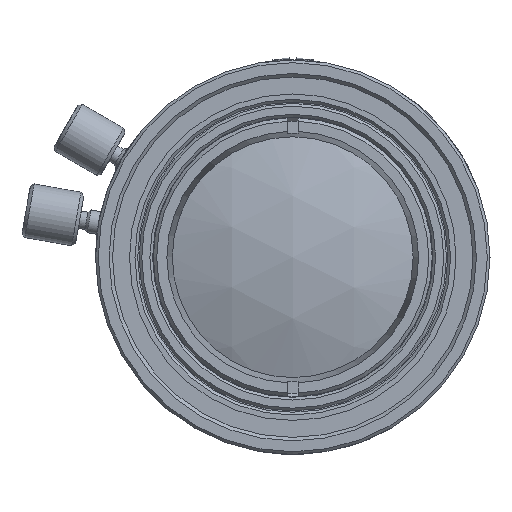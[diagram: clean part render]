
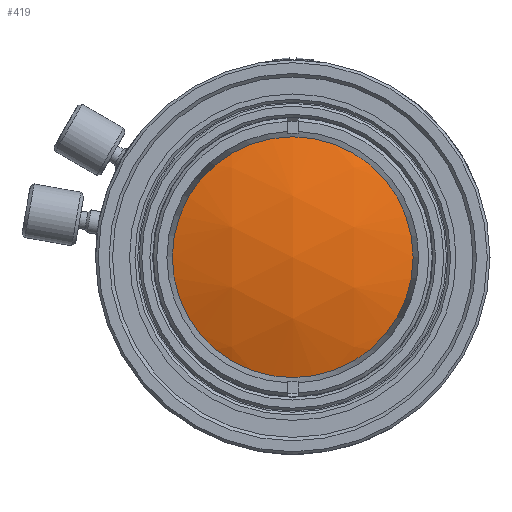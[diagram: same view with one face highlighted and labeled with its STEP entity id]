
A CAD part, left-side view. The second image highlights one B-rep face of the part: STEP entity #419.
In plain terms, the highlighted spherical face has radius 24.52 mm.
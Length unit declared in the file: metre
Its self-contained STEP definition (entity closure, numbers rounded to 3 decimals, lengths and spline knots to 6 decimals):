
#419=ADVANCED_FACE('11:61793',(#1108),#1109,.T.);
#1108=FACE_OUTER_BOUND('',#2223,.T.);
#1109=SPHERICAL_SURFACE('',#2224,0.02452);
#2223=EDGE_LOOP('',(#3458));
#2224=AXIS2_PLACEMENT_3D('',#3459,#3460,#3461);
#3458=ORIENTED_EDGE('',*,*,#5363,.F.);
#3459=CARTESIAN_POINT('',(-0.041712,0.,0.0));
#3460=DIRECTION('',(0.0,1.0,0.0));
#3461=DIRECTION('',(1.0,0.0,0.0));
#5363=EDGE_CURVE('11:61813',#6169,#6169,#6170,.T.);
#6169=VERTEX_POINT('',#7513);
#6170=CIRCLE('',#7514,0.00885);
#7513=CARTESIAN_POINT('',(-0.064579,0.0,-0.00885));
#7514=AXIS2_PLACEMENT_3D('',#9092,#9093,#9094);
#9092=CARTESIAN_POINT('',(-0.064579,0.0,0.0));
#9093=DIRECTION('',(1.0,0.0,0.0));
#9094=DIRECTION('',(0.0,0.0,-1.0));
